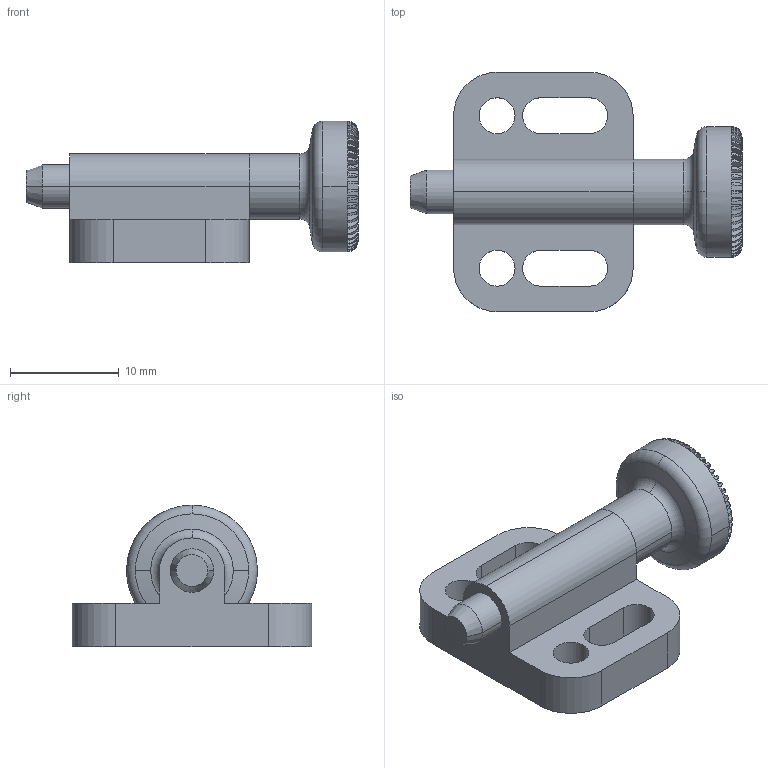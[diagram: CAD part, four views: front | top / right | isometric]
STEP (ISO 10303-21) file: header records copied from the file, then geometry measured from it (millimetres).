
FILE_DESCRIPTION(('STEP AP214'),'1');
FILE_NAME('HALDERN_EH_22110_0324.stp','2017-06-08T09:44:07',('TraceParts'),('TraceParts S.A.'),'Spatial InterOp 3D',' ',' ');
FILE_SCHEMA(('automotive_design'));
Length unit declared in the file: millimetre
Products named in the file (2): HALDERN_EH_22110_0324_1; HALDERN_EH_22110_0324_2
Bounding box: 30.5 x 22 x 13 mm (x, y, z)
Volume: 2311.3 mm3; surface area: 2266.8 mm2
Topology: 2 solids, 2 shells, 308 faces, 801 edges, 500 vertices
Faces by surface type: plane 218, torus 56, cylinder 30, cone 4
Entity records: 13838 total; most frequent: CARTESIAN_POINT 3811, ORIENTED_EDGE 1602, DIRECTION 1555, EDGE_CURVE 801, AXIS2_PLACEMENT_3D 544, VERTEX_POINT 500, LINE 467, VECTOR 467
